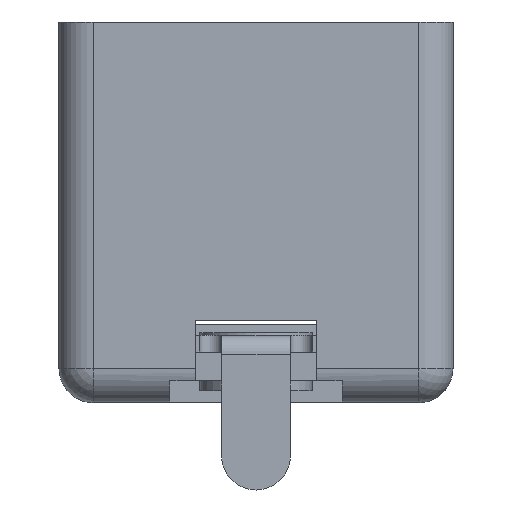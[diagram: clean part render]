
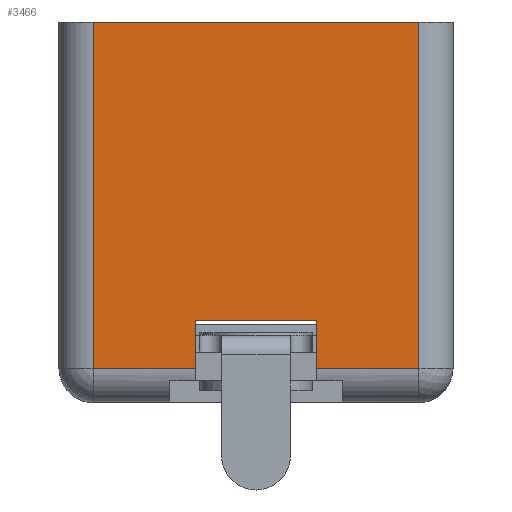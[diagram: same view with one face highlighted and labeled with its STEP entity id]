
A CAD part, left-side view. The second image highlights one B-rep face of the part: STEP entity #3466.
In plain terms, the highlighted planar face has unit normal (-1, 0, 0).
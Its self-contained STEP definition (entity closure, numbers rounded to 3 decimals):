
#286=FACE_OUTER_BOUND('',#480,.T.);
#480=EDGE_LOOP('',(#2457,#2458,#2459,#2460,#2461,#2462,#2463,#2464));
#723=LINE('',#5166,#1107);
#728=LINE('',#5176,#1112);
#732=LINE('',#5185,#1116);
#741=LINE('',#5208,#1125);
#742=LINE('',#5210,#1126);
#743=LINE('',#5212,#1127);
#744=LINE('',#5214,#1128);
#745=LINE('',#5215,#1129);
#1107=VECTOR('',#4130,2.235);
#1112=VECTOR('',#4137,5.588);
#1116=VECTOR('',#4145,2.235);
#1125=VECTOR('',#4168,4.699);
#1126=VECTOR('',#4169,15.951);
#1127=VECTOR('',#4170,14.986);
#1128=VECTOR('',#4171,15.951);
#1129=VECTOR('',#4172,4.699);
#1481=VERTEX_POINT('',#5162);
#1483=VERTEX_POINT('',#5165);
#1487=VERTEX_POINT('',#5175);
#1489=VERTEX_POINT('',#5180);
#1497=VERTEX_POINT('',#5207);
#1498=VERTEX_POINT('',#5209);
#1499=VERTEX_POINT('',#5211);
#1500=VERTEX_POINT('',#5213);
#1852=EDGE_CURVE('',#1483,#1481,#723,.T.);
#1857=EDGE_CURVE('',#1487,#1483,#728,.T.);
#1862=EDGE_CURVE('',#1489,#1487,#732,.T.);
#1873=EDGE_CURVE('',#1497,#1481,#741,.T.);
#1874=EDGE_CURVE('',#1498,#1497,#742,.T.);
#1875=EDGE_CURVE('',#1499,#1498,#743,.T.);
#1876=EDGE_CURVE('',#1499,#1500,#744,.T.);
#1877=EDGE_CURVE('',#1489,#1500,#745,.T.);
#2457=ORIENTED_EDGE('',*,*,#1862,.T.);
#2458=ORIENTED_EDGE('',*,*,#1857,.T.);
#2459=ORIENTED_EDGE('',*,*,#1852,.T.);
#2460=ORIENTED_EDGE('',*,*,#1873,.F.);
#2461=ORIENTED_EDGE('',*,*,#1874,.F.);
#2462=ORIENTED_EDGE('',*,*,#1875,.F.);
#2463=ORIENTED_EDGE('',*,*,#1876,.T.);
#2464=ORIENTED_EDGE('',*,*,#1877,.F.);
#3328=PLANE('',#3693);
#3466=ADVANCED_FACE('',(#286),#3328,.T.);
#3693=AXIS2_PLACEMENT_3D('',#5206,#4166,#4167);
#4130=DIRECTION('',(0.,0.,-1.));
#4137=DIRECTION('',(0.,-1.,0.));
#4145=DIRECTION('',(0.,0.,1.));
#4166=DIRECTION('center_axis',(-1.,0.,0.));
#4167=DIRECTION('ref_axis',(0.,1.,0.));
#4168=DIRECTION('',(0.,1.,0.));
#4169=DIRECTION('',(0.,0.,-1.));
#4170=DIRECTION('',(0.,-1.,0.));
#4171=DIRECTION('',(0.,0.,-1.));
#4172=DIRECTION('',(0.,1.,0.));
#5162=CARTESIAN_POINT('',(-21.527,-2.794,1.575));
#5165=CARTESIAN_POINT('',(-21.527,-2.794,3.81));
#5166=CARTESIAN_POINT('',(-21.527,-2.794,9.97));
#5175=CARTESIAN_POINT('',(-21.527,2.794,3.81));
#5176=CARTESIAN_POINT('',(-21.527,-3.747,3.81));
#5180=CARTESIAN_POINT('',(-21.527,2.794,1.575));
#5185=CARTESIAN_POINT('',(-21.527,2.794,9.97));
#5206=CARTESIAN_POINT('Origin',(-21.527,-7.493,17.526));
#5207=CARTESIAN_POINT('',(-21.527,-7.493,1.575));
#5208=CARTESIAN_POINT('',(-21.527,-3.747,1.575));
#5209=CARTESIAN_POINT('',(-21.527,-7.493,17.526));
#5210=CARTESIAN_POINT('',(-21.527,-7.493,17.526));
#5211=CARTESIAN_POINT('',(-21.527,7.493,17.526));
#5212=CARTESIAN_POINT('',(-21.527,7.493,17.526));
#5213=CARTESIAN_POINT('',(-21.527,7.493,1.575));
#5214=CARTESIAN_POINT('',(-21.527,7.493,17.526));
#5215=CARTESIAN_POINT('',(-21.527,-3.747,1.575));
